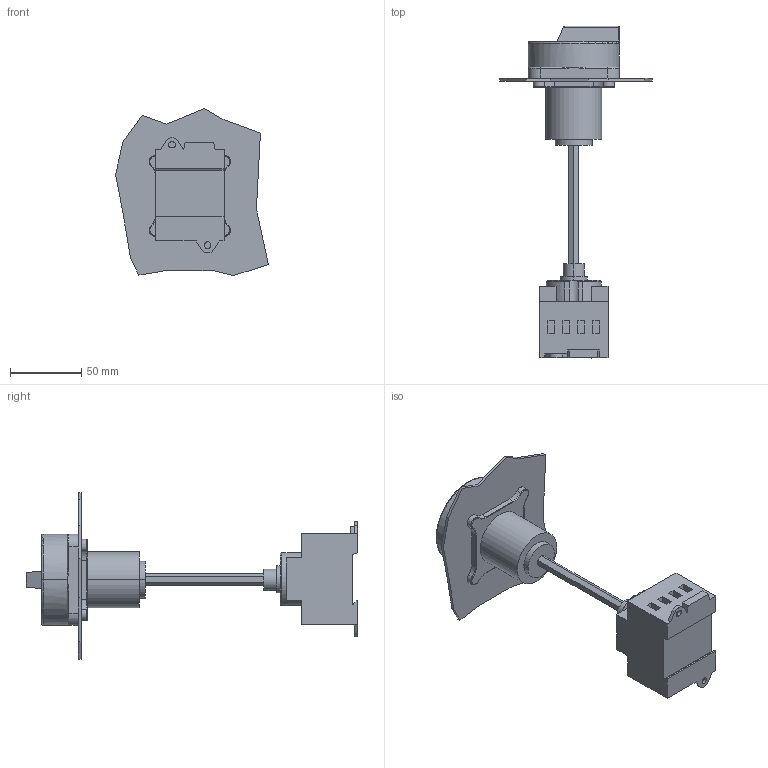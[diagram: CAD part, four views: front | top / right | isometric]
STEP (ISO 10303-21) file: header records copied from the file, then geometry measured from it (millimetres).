
FILE_DESCRIPTION (( 'STEP AP203' ), '1' );
FILE_NAME ('LTS20_25_32_40 VHN4 A3.STEP', '2014-05-08T12:54:27', ( 'edv' ), ( '' ), 'SwSTEP 2.0', 'SolidWorks 2014', '' );
FILE_SCHEMA (( 'CONFIG_CONTROL_DESIGN' ));
Length unit declared in the file: millimetre
Products named in the file (3): LTS20_25_32_40 VHN4 A3; LTS20_25_32_40 V A3; TK2E H4
Assembly tree (2 placements, depth 2):
  LTS20_25_32_40 VHN4 A3
    LTS20_25_32_40 V A3
    TK2E H4
Bounding box: 107.14 x 232.7 x 117.06 mm (x, y, z)
Volume: 283490 mm3; surface area: 63378.8 mm2
Topology: 2 solids, 3 shells, 261 faces, 663 edges, 423 vertices
Faces by surface type: plane 147, cylinder 80, torus 22, bspline 10, cone 2
Entity records: 8433 total; most frequent: CARTESIAN_POINT 1797, DIRECTION 1346, ORIENTED_EDGE 1310, EDGE_CURVE 655, AXIS2_PLACEMENT_3D 472, VERTEX_POINT 423, VECTOR 402, LINE 402
